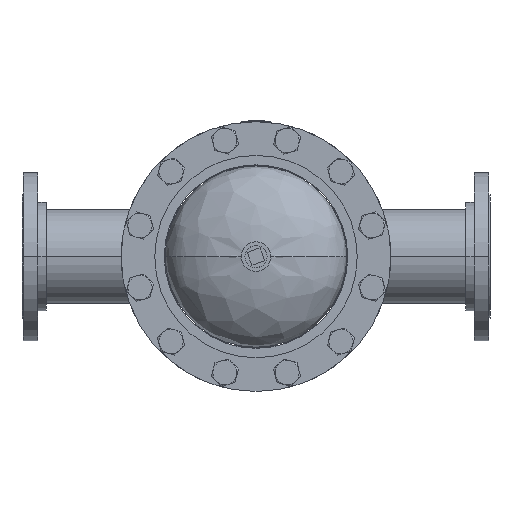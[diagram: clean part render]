
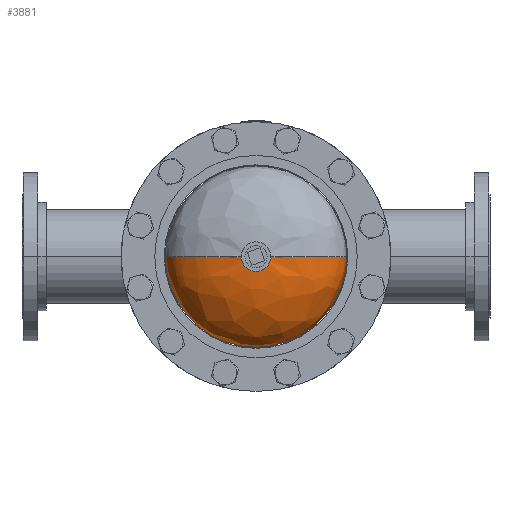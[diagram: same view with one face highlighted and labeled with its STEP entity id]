
A CAD part, front view. The second image highlights one B-rep face of the part: STEP entity #3881.
In plain terms, the highlighted free-form (B-spline) face has degree [3, 3] with [4, 4] control points.
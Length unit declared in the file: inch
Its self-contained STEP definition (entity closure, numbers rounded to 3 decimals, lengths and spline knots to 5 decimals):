
#137 = CARTESIAN_POINT ( 'NONE',  ( 0.75, 4.97192, 0. ) ) ;
#632 = CARTESIAN_POINT ( 'NONE',  ( -3.53212, 4.76259, 0. ) ) ;
#887 = CARTESIAN_POINT ( 'NONE',  ( 5.375, 3.6302, 0. ) ) ;
#905 = CARTESIAN_POINT ( 'NONE',  ( 3.53212, 4.76259, 0. ) ) ;
#1304 = CARTESIAN_POINT ( 'NONE',  ( 0., 2.13, 0. ) ) ;
#2296 = CARTESIAN_POINT ( 'NONE',  ( -5.375, 2.13, -10.75 ) ) ;
#2399 = CARTESIAN_POINT ( 'NONE',  ( 5.375, 3.6302, 0. ) ) ;
#2857 = VERTEX_POINT ( 'NONE', #7415 ) ;
#3128 = EDGE_CURVE ( 'NONE', #14982, #6637, #5426, .T. ) ;
#3195 = DIRECTION ( 'NONE',  ( 1., 0., 0. ) ) ;
#3698 = CARTESIAN_POINT ( 'NONE',  ( -5.375, 3.6302, -10.75 ) ) ;
#3787 = CARTESIAN_POINT ( 'NONE',  ( -0.75, 4.97192, 0. ) ) ;
#3796 = ORIENTED_EDGE ( 'NONE', *, *, #17222, .F. ) ;
#3881 = ADVANCED_FACE ( 'NONE', ( #11809 ), #7892, .T. ) ;
#4016 = CARTESIAN_POINT ( 'NONE',  ( 5.375, 2.13, 0. ) ) ;
#4022 = DIRECTION ( 'NONE',  ( 1., 0., 0. ) ) ;
#4047 = ORIENTED_EDGE ( 'NONE', *, *, #11232, .T. ) ;
#4336 = VERTEX_POINT ( 'NONE', #5928 ) ;
#4410 = CARTESIAN_POINT ( 'NONE',  ( -5.375, 2.13, 0. ) ) ;
#4476 = CIRCLE ( 'NONE', #5875, 0.75 ) ;
#4749 = CARTESIAN_POINT ( 'NONE',  ( 5.375, 3.6302, -10.75 ) ) ;
#4836 = CARTESIAN_POINT ( 'NONE',  ( -3.53212, 4.76259, 0. ) ) ;
#4920 = CARTESIAN_POINT ( 'NONE',  ( -0.75, 4.97192, -1.5 ) ) ;
#5426 =( BOUNDED_CURVE ( )  B_SPLINE_CURVE ( 3, ( #14465, #2399, #905, #8906 ),
 .UNSPECIFIED., .F., .F. ) 
 B_SPLINE_CURVE_WITH_KNOTS ( ( 4, 4 ),
 ( 0., 1.4308 ),
 .UNSPECIFIED. ) 
 CURVE ( )  GEOMETRIC_REPRESENTATION_ITEM ( )  RATIONAL_B_SPLINE_CURVE ( ( 1., 0.837, 0.837, 1. ) ) 
 REPRESENTATION_ITEM ( '' )  );
#5866 = EDGE_CURVE ( 'NONE', #2857, #9281, #16914, .T. ) ;
#5875 = AXIS2_PLACEMENT_3D ( 'NONE', #10957, #16154, #13606 ) ;
#5928 = CARTESIAN_POINT ( 'NONE',  ( 0., 4.97192, -0.75 ) ) ;
#6570 = EDGE_CURVE ( 'NONE', #4336, #6637, #4476, .T. ) ;
#6637 = VERTEX_POINT ( 'NONE', #137 ) ;
#6661 = ORIENTED_EDGE ( 'NONE', *, *, #5866, .T. ) ;
#7415 = CARTESIAN_POINT ( 'NONE',  ( -5.375, 2.13, 0. ) ) ;
#7476 = CARTESIAN_POINT ( 'NONE',  ( 0.75, 4.97192, 0. ) ) ;
#7652 = CARTESIAN_POINT ( 'NONE',  ( 3.53212, 4.76259, -7.06424 ) ) ;
#7892 =( BOUNDED_SURFACE ( )  B_SPLINE_SURFACE ( 3, 3, ( 
 ( #9064, #2296, #14447, #17087 ),
 ( #16825, #3698, #4749, #887 ),
 ( #4836, #15507, #7652, #13039 ),
 ( #3787, #4920, #10215, #7476 ) ),
 .UNSPECIFIED., .F., .F., .F. ) 
 B_SPLINE_SURFACE_WITH_KNOTS ( ( 4, 4 ),
 ( 4, 4 ),
 ( 0., 1. ),
 ( 0., 1. ),
 .UNSPECIFIED. ) 
 GEOMETRIC_REPRESENTATION_ITEM ( )  RATIONAL_B_SPLINE_SURFACE ( (
 ( 1., 0.333, 0.333, 1.),
 ( 0.837, 0.279, 0.279, 0.837),
 ( 0.837, 0.279, 0.279, 0.837),
 ( 1., 0.333, 0.333, 1.) ) ) 
 REPRESENTATION_ITEM ( '' )  SURFACE ( )  );
#8035 = AXIS2_PLACEMENT_3D ( 'NONE', #9882, #15267, #3195 ) ;
#8461 = CIRCLE ( 'NONE', #14932, 5.375 ) ;
#8906 = CARTESIAN_POINT ( 'NONE',  ( 0.75, 4.97192, 0. ) ) ;
#9064 = CARTESIAN_POINT ( 'NONE',  ( -5.375, 2.13, 0. ) ) ;
#9281 = VERTEX_POINT ( 'NONE', #15882 ) ;
#9882 = CARTESIAN_POINT ( 'NONE',  ( 0., 4.97192, 0. ) ) ;
#9960 = CARTESIAN_POINT ( 'NONE',  ( -0.75, 4.97192, 0. ) ) ;
#10215 = CARTESIAN_POINT ( 'NONE',  ( 0.75, 4.97192, -1.5 ) ) ;
#10957 = CARTESIAN_POINT ( 'NONE',  ( 0., 4.97192, 0. ) ) ;
#11232 = EDGE_CURVE ( 'NONE', #9281, #4336, #15645, .T. ) ;
#11809 = FACE_OUTER_BOUND ( 'NONE', #16426, .T. ) ;
#13039 = CARTESIAN_POINT ( 'NONE',  ( 3.53212, 4.76259, 0. ) ) ;
#13606 = DIRECTION ( 'NONE',  ( 1., 0., 0. ) ) ;
#13703 = ORIENTED_EDGE ( 'NONE', *, *, #6570, .T. ) ;
#13845 = CARTESIAN_POINT ( 'NONE',  ( -5.375, 3.6302, 0. ) ) ;
#14432 = DIRECTION ( 'NONE',  ( 0., -1., 0. ) ) ;
#14447 = CARTESIAN_POINT ( 'NONE',  ( 5.375, 2.13, -10.75 ) ) ;
#14465 = CARTESIAN_POINT ( 'NONE',  ( 5.375, 2.13, 0. ) ) ;
#14932 = AXIS2_PLACEMENT_3D ( 'NONE', #1304, #14432, #4022 ) ;
#14982 = VERTEX_POINT ( 'NONE', #4016 ) ;
#15267 = DIRECTION ( 'NONE',  ( 0., -1., 0. ) ) ;
#15507 = CARTESIAN_POINT ( 'NONE',  ( -3.53212, 4.76259, -7.06424 ) ) ;
#15645 = CIRCLE ( 'NONE', #8035, 0.75 ) ;
#15882 = CARTESIAN_POINT ( 'NONE',  ( -0.75, 4.97192, 0. ) ) ;
#16154 = DIRECTION ( 'NONE',  ( 0., -1., 0. ) ) ;
#16160 = ORIENTED_EDGE ( 'NONE', *, *, #3128, .F. ) ;
#16426 = EDGE_LOOP ( 'NONE', ( #3796, #6661, #4047, #13703, #16160 ) ) ;
#16825 = CARTESIAN_POINT ( 'NONE',  ( -5.375, 3.6302, 0. ) ) ;
#16914 =( BOUNDED_CURVE ( )  B_SPLINE_CURVE ( 3, ( #4410, #13845, #632, #9960 ),
 .UNSPECIFIED., .F., .F. ) 
 B_SPLINE_CURVE_WITH_KNOTS ( ( 4, 4 ),
 ( 0., 1.4308 ),
 .UNSPECIFIED. ) 
 CURVE ( )  GEOMETRIC_REPRESENTATION_ITEM ( )  RATIONAL_B_SPLINE_CURVE ( ( 1., 0.837, 0.837, 1. ) ) 
 REPRESENTATION_ITEM ( '' )  );
#17087 = CARTESIAN_POINT ( 'NONE',  ( 5.375, 2.13, 0. ) ) ;
#17222 = EDGE_CURVE ( 'NONE', #2857, #14982, #8461, .T. ) ;
